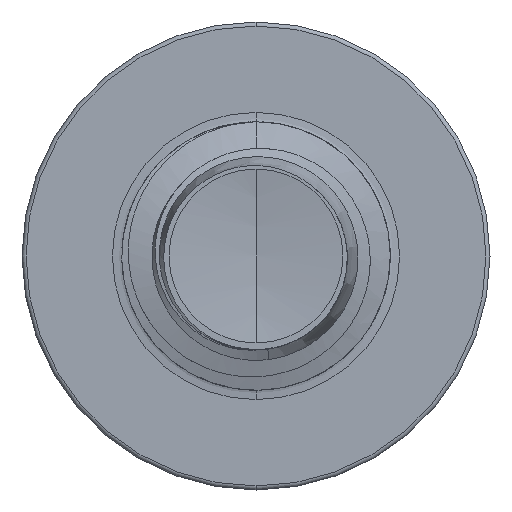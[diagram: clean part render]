
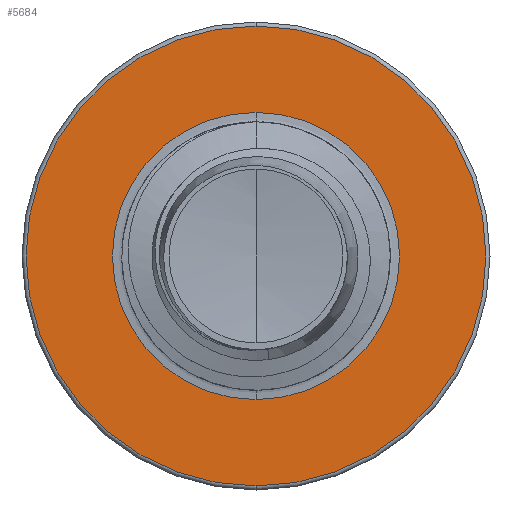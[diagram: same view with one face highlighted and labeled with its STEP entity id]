
A CAD part, front view. The second image highlights one B-rep face of the part: STEP entity #5684.
In plain terms, the highlighted planar face has unit normal (0, -1, 0).
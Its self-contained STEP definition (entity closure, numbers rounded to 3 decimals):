
#429 = CIRCLE ( 'NONE', #7895, 2.998 ) ;
#921 = CARTESIAN_POINT ( 'NONE',  ( 0., 5., -1.872 ) ) ;
#1049 = CARTESIAN_POINT ( 'NONE',  ( 0., 5., 2.998 ) ) ;
#1206 = AXIS2_PLACEMENT_3D ( 'NONE', #3562, #3541, #3522 ) ;
#1380 = VERTEX_POINT ( 'NONE', #11718 ) ;
#1607 = CARTESIAN_POINT ( 'NONE',  ( 0., 5., 0. ) ) ;
#2854 = DIRECTION ( 'NONE',  ( 0., 0., 1. ) ) ;
#3037 = EDGE_CURVE ( 'NONE', #1380, #9743, #5469, .T. ) ;
#3522 = DIRECTION ( 'NONE',  ( 0., 0., 1. ) ) ;
#3540 = CARTESIAN_POINT ( 'NONE',  ( 0., 5., 0. ) ) ;
#3541 = DIRECTION ( 'NONE',  ( 0., 1., 0. ) ) ;
#3562 = CARTESIAN_POINT ( 'NONE',  ( 0., 5., 0. ) ) ;
#3771 = EDGE_CURVE ( 'NONE', #9743, #1380, #14164, .T. ) ;
#3889 = ORIENTED_EDGE ( 'NONE', *, *, #12526, .F. ) ;
#4738 = DIRECTION ( 'NONE',  ( 0., 0., 1. ) ) ;
#5325 = ORIENTED_EDGE ( 'NONE', *, *, #3037, .T. ) ;
#5469 = CIRCLE ( 'NONE', #5509, 1.872 ) ;
#5509 = AXIS2_PLACEMENT_3D ( 'NONE', #5737, #5719, #5717 ) ;
#5684 = ADVANCED_FACE ( 'NONE', ( #6825, #8646 ), #14151, .F. ) ;
#5717 = DIRECTION ( 'NONE',  ( 0., 0., 1. ) ) ;
#5719 = DIRECTION ( 'NONE',  ( 0., 1., 0. ) ) ;
#5737 = CARTESIAN_POINT ( 'NONE',  ( 0., 5., 0. ) ) ;
#6305 = CARTESIAN_POINT ( 'NONE',  ( 0., 5., -2.997 ) ) ;
#6825 = FACE_OUTER_BOUND ( 'NONE', #8406, .T. ) ;
#7895 = AXIS2_PLACEMENT_3D ( 'NONE', #3540, #11204, #4738 ) ;
#8292 = CIRCLE ( 'NONE', #12474, 2.998 ) ;
#8406 = EDGE_LOOP ( 'NONE', ( #3889, #12610 ) ) ;
#8560 = AXIS2_PLACEMENT_3D ( 'NONE', #921, #14115, #14111 ) ;
#8624 = CARTESIAN_POINT ( 'NONE',  ( 0., 5., -1.872 ) ) ;
#8646 = FACE_BOUND ( 'NONE', #13116, .T. ) ;
#8917 = VERTEX_POINT ( 'NONE', #1049 ) ;
#9263 = ORIENTED_EDGE ( 'NONE', *, *, #3771, .T. ) ;
#9583 = DIRECTION ( 'NONE',  ( 0., 1., 0. ) ) ;
#9743 = VERTEX_POINT ( 'NONE', #8624 ) ;
#11175 = EDGE_CURVE ( 'NONE', #13050, #8917, #8292, .T. ) ;
#11204 = DIRECTION ( 'NONE',  ( 0., 1., 0. ) ) ;
#11718 = CARTESIAN_POINT ( 'NONE',  ( 0., 5., 1.872 ) ) ;
#12474 = AXIS2_PLACEMENT_3D ( 'NONE', #1607, #9583, #2854 ) ;
#12526 = EDGE_CURVE ( 'NONE', #8917, #13050, #429, .T. ) ;
#12610 = ORIENTED_EDGE ( 'NONE', *, *, #11175, .F. ) ;
#13050 = VERTEX_POINT ( 'NONE', #6305 ) ;
#13116 = EDGE_LOOP ( 'NONE', ( #5325, #9263 ) ) ;
#14111 = DIRECTION ( 'NONE',  ( 0., 0., 1. ) ) ;
#14115 = DIRECTION ( 'NONE',  ( 0., 1., 0. ) ) ;
#14151 = PLANE ( 'NONE',  #8560 ) ;
#14164 = CIRCLE ( 'NONE', #1206, 1.872 ) ;
